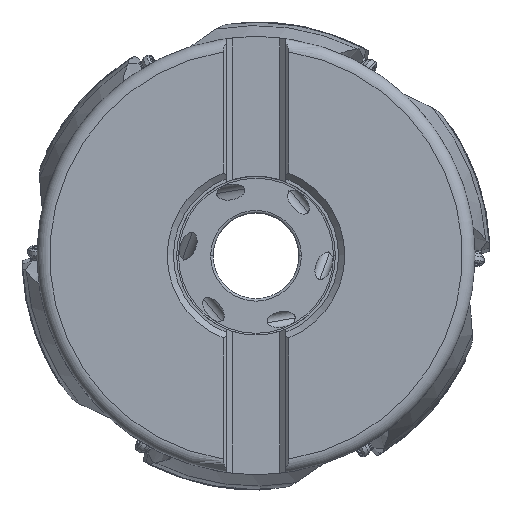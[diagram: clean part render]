
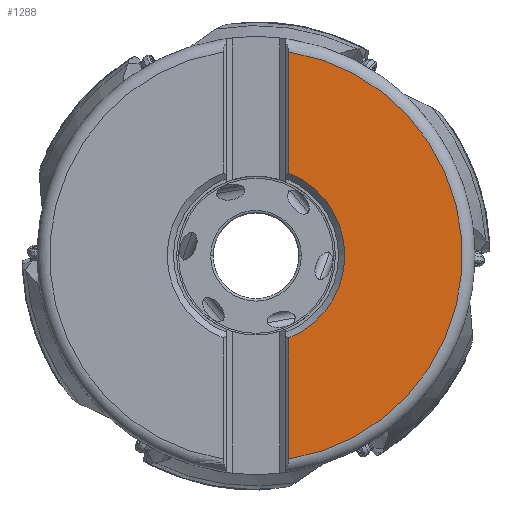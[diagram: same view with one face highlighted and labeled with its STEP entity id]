
A CAD part, top view. The second image highlights one B-rep face of the part: STEP entity #1288.
In plain terms, the highlighted planar face has unit normal (0, 0, 1).
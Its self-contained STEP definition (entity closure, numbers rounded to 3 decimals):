
#732=FACE_OUTER_BOUND('',#2096,.T.);
#1288=ADVANCED_FACE('',(#732),#1689,.T.);
#1689=PLANE('',#11542);
#2096=EDGE_LOOP('',(#5632,#5633,#5634,#5635));
#2707=LINE('',#25038,#3164);
#2708=LINE('',#25039,#3165);
#3164=VECTOR('',#13505,1.);
#3165=VECTOR('',#13506,1.);
#3619=CIRCLE('',#11538,33.);
#3621=CIRCLE('',#11541,14.2);
#5632=ORIENTED_EDGE('',*,*,#9479,.T.);
#5633=ORIENTED_EDGE('',*,*,#9480,.T.);
#5634=ORIENTED_EDGE('',*,*,#9475,.T.);
#5635=ORIENTED_EDGE('',*,*,#9481,.T.);
#8069=VERTEX_POINT('',#25005);
#8070=VERTEX_POINT('',#25006);
#8071=VERTEX_POINT('',#25036);
#8072=VERTEX_POINT('',#25037);
#9475=EDGE_CURVE('',#8069,#8070,#3619,.T.);
#9479=EDGE_CURVE('',#8071,#8072,#3621,.T.);
#9480=EDGE_CURVE('',#8072,#8069,#2707,.T.);
#9481=EDGE_CURVE('',#8070,#8071,#2708,.T.);
#11538=AXIS2_PLACEMENT_3D('',#25004,#13497,#13498);
#11541=AXIS2_PLACEMENT_3D('',#25035,#13503,#13504);
#11542=AXIS2_PLACEMENT_3D('',#25040,#13507,#13508);
#13497=DIRECTION('',(0.,0.,1.));
#13498=DIRECTION('',(0.159,-0.987,0.));
#13503=DIRECTION('',(0.,0.,-1.));
#13504=DIRECTION('',(0.371,0.929,0.));
#13505=DIRECTION('',(0.,-1.,0.));
#13506=DIRECTION('',(0.,-1.,0.));
#13507=DIRECTION('',(0.,0.,1.));
#13508=DIRECTION('',(1.,0.,0.));
#25004=CARTESIAN_POINT('',(0.,0.,0.));
#25005=CARTESIAN_POINT('',(5.263,-32.578,0.));
#25006=CARTESIAN_POINT('',(5.263,32.578,0.));
#25035=CARTESIAN_POINT('',(0.,0.,0.));
#25036=CARTESIAN_POINT('',(5.263,13.189,0.));
#25037=CARTESIAN_POINT('',(5.263,-13.189,0.));
#25038=CARTESIAN_POINT('',(5.263,-13.189,0.));
#25039=CARTESIAN_POINT('',(5.263,32.578,0.));
#25040=CARTESIAN_POINT('',(19.2,0.,0.));
